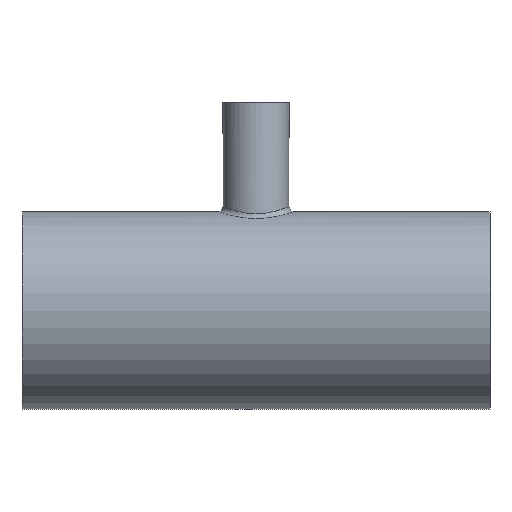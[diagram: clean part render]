
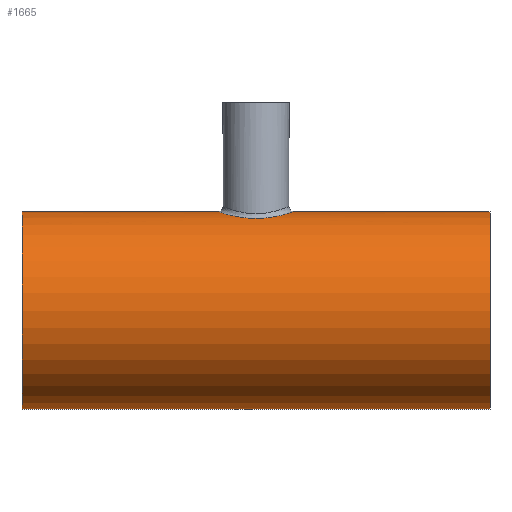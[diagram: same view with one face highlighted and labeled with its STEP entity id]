
A CAD part, front view. The second image highlights one B-rep face of the part: STEP entity #1665.
In plain terms, the highlighted cylindrical face has radius 38.05 mm (diameter 76.1 mm), a full revolution.
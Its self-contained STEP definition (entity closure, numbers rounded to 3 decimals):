
#1466=CARTESIAN_POINT('',(0.,-13.966,35.394));
#1467=VERTEX_POINT('',#1466);
#1545=CARTESIAN_POINT('',(0.,-13.966,35.394));
#1546=CARTESIAN_POINT('',(0.,-13.966,35.394));
#1547=CARTESIAN_POINT('',(0.,-13.966,35.394));
#1548=CARTESIAN_POINT('',(0.,-13.966,35.394));
#1549=CARTESIAN_POINT('',(0.552,-13.966,35.394));
#1550=CARTESIAN_POINT('',(1.52,-13.914,35.415));
#1551=CARTESIAN_POINT('',(2.609,-13.752,35.478));
#1552=CARTESIAN_POINT('',(4.232,-13.422,35.605));
#1553=CARTESIAN_POINT('',(5.945,-12.847,35.821));
#1554=CARTESIAN_POINT('',(7.496,-12.028,36.1));
#1555=CARTESIAN_POINT('',(8.41,-11.464,36.283));
#1556=CARTESIAN_POINT('',(9.294,-10.849,36.474));
#1557=CARTESIAN_POINT('',(10.418,-9.894,36.747));
#1558=CARTESIAN_POINT('',(11.389,-8.862,37.009));
#1559=CARTESIAN_POINT('',(12.143,-7.894,37.226));
#1560=CARTESIAN_POINT('',(12.826,-6.866,37.431));
#1561=CARTESIAN_POINT('',(13.324,-5.932,37.589));
#1562=CARTESIAN_POINT('',(13.888,-4.646,37.773));
#1563=CARTESIAN_POINT('',(14.379,-3.149,37.938));
#1564=CARTESIAN_POINT('',(14.687,-1.227,38.045));
#1565=CARTESIAN_POINT('',(14.714,0.172,38.055));
#1566=CARTESIAN_POINT('',(14.631,1.574,38.026));
#1567=CARTESIAN_POINT('',(14.38,3.142,37.939));
#1568=CARTESIAN_POINT('',(13.836,4.806,37.755));
#1569=CARTESIAN_POINT('',(13.245,6.089,37.564));
#1570=CARTESIAN_POINT('',(12.642,7.168,37.375));
#1571=CARTESIAN_POINT('',(12.038,8.039,37.194));
#1572=CARTESIAN_POINT('',(11.155,9.129,36.944));
#1573=CARTESIAN_POINT('',(10.038,10.274,36.647));
#1574=CARTESIAN_POINT('',(8.322,11.575,36.254));
#1575=CARTESIAN_POINT('',(6.435,12.614,35.902));
#1576=CARTESIAN_POINT('',(4.542,13.326,35.642));
#1577=CARTESIAN_POINT('',(3.106,13.665,35.512));
#1578=CARTESIAN_POINT('',(2.019,13.841,35.443));
#1579=CARTESIAN_POINT('',(1.104,13.94,35.405));
#1580=CARTESIAN_POINT('',(-0.191,13.986,35.386));
#1581=CARTESIAN_POINT('',(-1.296,13.926,35.41));
#1582=CARTESIAN_POINT('',(-2.756,13.742,35.482));
#1583=CARTESIAN_POINT('',(-4.022,13.465,35.589));
#1584=CARTESIAN_POINT('',(-5.323,13.029,35.75));
#1585=CARTESIAN_POINT('',(-5.995,12.755,35.849));
#1586=CARTESIAN_POINT('',(-6.982,12.312,36.004));
#1587=CARTESIAN_POINT('',(-8.329,11.571,36.255));
#1588=CARTESIAN_POINT('',(-9.905,10.373,36.617));
#1589=CARTESIAN_POINT('',(-10.911,9.38,36.879));
#1590=CARTESIAN_POINT('',(-11.836,8.32,37.135));
#1591=CARTESIAN_POINT('',(-12.63,7.217,37.37));
#1592=CARTESIAN_POINT('',(-13.413,5.771,37.617));
#1593=CARTESIAN_POINT('',(-13.949,4.481,37.793));
#1594=CARTESIAN_POINT('',(-14.419,2.904,37.952));
#1595=CARTESIAN_POINT('',(-14.714,1.048,38.055));
#1596=CARTESIAN_POINT('',(-14.714,-0.706,38.055));
#1597=CARTESIAN_POINT('',(-14.525,-2.281,37.989));
#1598=CARTESIAN_POINT('',(-14.222,-3.646,37.885));
#1599=CARTESIAN_POINT('',(-13.643,-5.311,37.691));
#1600=CARTESIAN_POINT('',(-12.754,-7.047,37.407));
#1601=CARTESIAN_POINT('',(-11.319,-9.038,36.981));
#1602=CARTESIAN_POINT('',(-9.625,-10.646,36.541));
#1603=CARTESIAN_POINT('',(-7.849,-11.842,36.164));
#1604=CARTESIAN_POINT('',(-6.413,-12.6,35.906));
#1605=CARTESIAN_POINT('',(-4.884,-13.203,35.687));
#1606=CARTESIAN_POINT('',(-2.774,-13.785,35.467));
#1607=CARTESIAN_POINT('',(-1.104,-13.966,35.394));
#1608=CARTESIAN_POINT('',(0.,-13.966,35.394));
#1609=B_SPLINE_CURVE_WITH_KNOTS('',3,(#1545,#1546,#1547,#1548,#1549,#1550,#1551,#1552,#1553,#1554,#1555,#1556,#1557,#1558,#1559,#1560,#1561,#1562,#1563,#1564,#1565,#1566,#1567,#1568,#1569,#1570,#1571,#1572,#1573,#1574,#1575,#1576,#1577,#1578,#1579,#1580,#1581,#1582,#1583,#1584,#1585,#1586,#1587,#1588,#1589,#1590,#1591,#1592,#1593,#1594,#1595,#1596,#1597,#1598,#1599,#1600,#1601,#1602,#1603,#1604,#1605,#1606,#1607,#1608),.UNSPECIFIED.,.T.,.U.,(4,3,1,1,1,1,1,1,1,1,1,1,1,1,1,1,1,1,1,1,1,1,1,1,1,1,1,1,1,1,1,1,1,1,1,1,1,1,1,1,1,1,1,1,1,1,1,1,1,1,1,1,1,1,1,1,1,1,1,4),(-7.719,-7.719,-7.581,-7.478,-7.443,-7.167,-7.03,-6.995,-6.892,-6.754,-6.616,-6.524,-6.432,-6.294,-6.248,-6.065,-5.881,-5.743,-5.697,-5.513,-5.33,-5.238,-5.146,-5.008,-4.962,-4.778,-4.594,-4.411,-4.227,-4.089,-4.043,-3.951,-3.859,-3.722,-3.676,-3.492,-3.4,-3.331,-3.308,-3.124,-2.94,-2.803,-2.757,-2.573,-2.45,-2.328,-2.205,-2.022,-1.838,-1.746,-1.608,-1.47,-1.286,-1.103,-0.827,-0.689,-0.551,-0.414,-0.276,0.),.UNSPECIFIED.);
#1610=EDGE_CURVE('',#1467,#1467,#1609,.T.);
#1635=CARTESIAN_POINT('',(0.0,0.0,0.0));
#1636=DIRECTION('',(-1.0,0.0,0.0));
#1637=DIRECTION('',(0.0,-1.0,0.0));
#1638=AXIS2_PLACEMENT_3D('',#1635,#1636,#1637);
#1639=CYLINDRICAL_SURFACE('',#1638,38.05);
#1640=CARTESIAN_POINT('',(-90.0,-38.05,0.0));
#1641=VERTEX_POINT('',#1640);
#1642=CARTESIAN_POINT('',(-90.0,0.0,0.0));
#1643=DIRECTION('',(-1.0,0.0,0.0));
#1644=DIRECTION('',(0.0,-1.0,0.0));
#1645=AXIS2_PLACEMENT_3D('',#1642,#1643,#1644);
#1646=CIRCLE('',#1645,38.05);
#1647=EDGE_CURVE('',#1641,#1641,#1646,.T.);
#1648=ORIENTED_EDGE('',*,*,#1647,.F.);
#1649=EDGE_LOOP('',(#1648));
#1650=FACE_OUTER_BOUND('',#1649,.T.);
#1651=CARTESIAN_POINT('',(90.0,-38.05,0.0));
#1652=VERTEX_POINT('',#1651);
#1653=CARTESIAN_POINT('',(90.0,0.0,0.0));
#1654=DIRECTION('',(-1.0,0.0,0.0));
#1655=DIRECTION('',(0.0,-1.0,0.0));
#1656=AXIS2_PLACEMENT_3D('',#1653,#1654,#1655);
#1657=CIRCLE('',#1656,38.05);
#1658=EDGE_CURVE('',#1652,#1652,#1657,.T.);
#1659=ORIENTED_EDGE('',*,*,#1658,.T.);
#1660=EDGE_LOOP('',(#1659));
#1661=FACE_BOUND('',#1660,.T.);
#1662=ORIENTED_EDGE('',*,*,#1610,.F.);
#1663=EDGE_LOOP('',(#1662));
#1664=FACE_BOUND('',#1663,.T.);
#1665=ADVANCED_FACE('',(#1650,#1661,#1664),#1639,.T.);
